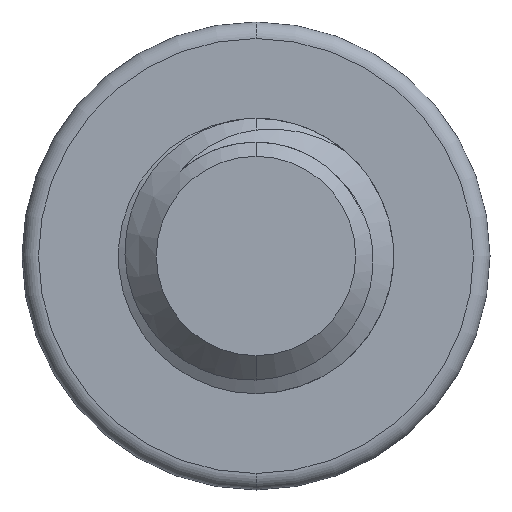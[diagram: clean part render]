
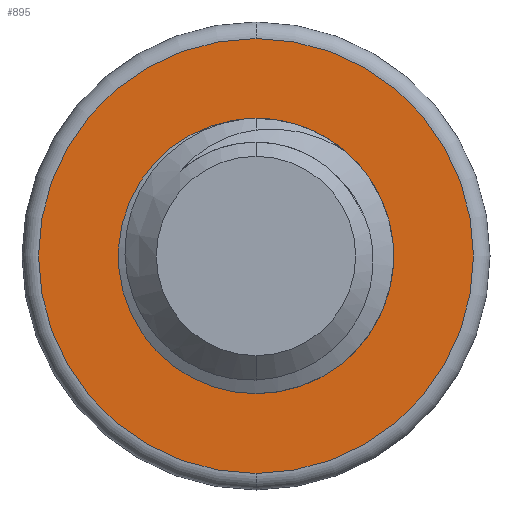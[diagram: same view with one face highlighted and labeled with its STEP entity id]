
A CAD part, front view. The second image highlights one B-rep face of the part: STEP entity #895.
In plain terms, the highlighted planar face has unit normal (0, -1, 0).
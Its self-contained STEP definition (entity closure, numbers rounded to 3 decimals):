
#41 = EDGE_LOOP ( 'NONE', ( #1871, #611, #2160, #1994 ) ) ;
#91 = CARTESIAN_POINT ( 'NONE',  ( -2.068, 5., 0.448 ) ) ;
#132 = CARTESIAN_POINT ( 'NONE',  ( -0.901, 5., -2.25 ) ) ;
#143 = CARTESIAN_POINT ( 'NONE',  ( 0., 5., -2.5 ) ) ;
#157 = CARTESIAN_POINT ( 'NONE',  ( -0.665, 5., 1.962 ) ) ;
#170 = PLANE ( 'NONE',  #361 ) ;
#175 = CARTESIAN_POINT ( 'NONE',  ( 2.336, 5., -0.027 ) ) ;
#182 = CARTESIAN_POINT ( 'NONE',  ( 0.273, 5., 2.067 ) ) ;
#270 = B_SPLINE_CURVE_WITH_KNOTS ( 'NONE', 3,
 ( #572, #2147, #1153, #2124, #322, #1126, #2349, #157, #544, #1567, #945, #182, #1935, #1961 ),
 .UNSPECIFIED., .F., .F.,
 ( 4, 2, 2, 2, 2, 2, 4 ),
 ( 0., 0.001, 0.001, 0.002, 0.002, 0.002, 0.003 ),
 .UNSPECIFIED. ) ;
#294 = CARTESIAN_POINT ( 'NONE',  ( -2.125, 5., -0.67 ) ) ;
#322 = CARTESIAN_POINT ( 'NONE',  ( -1.259, 5., 1.645 ) ) ;
#346 = VERTEX_POINT ( 'NONE', #1983 ) ;
#361 = AXIS2_PLACEMENT_3D ( 'NONE', #2539, #748, #970 ) ;
#364 = CARTESIAN_POINT ( 'NONE',  ( 2.224, 5., 0.524 ) ) ;
#387 = CARTESIAN_POINT ( 'NONE',  ( 1.768, 5., -1.768 ) ) ;
#416 = CARTESIAN_POINT ( 'NONE',  ( 0., 5., 0. ) ) ;
#514 = CARTESIAN_POINT ( 'NONE',  ( -0.189, 5., -2.484 ) ) ;
#529 = CARTESIAN_POINT ( 'NONE',  ( -2.156, 5., -0.482 ) ) ;
#535 = VERTEX_POINT ( 'NONE', #1598 ) ;
#538 = CARTESIAN_POINT ( 'NONE',  ( 1.993, 5., -1.467 ) ) ;
#544 = CARTESIAN_POINT ( 'NONE',  ( -0.533, 5., 2.002 ) ) ;
#547 = CARTESIAN_POINT ( 'NONE',  ( 2.336, 5., -0.404 ) ) ;
#554 = CARTESIAN_POINT ( 'NONE',  ( 0., 5., 0. ) ) ;
#558 = CARTESIAN_POINT ( 'NONE',  ( 1.144, 5., 1.78 ) ) ;
#571 = CIRCLE ( 'NONE', #1087, 2.5 ) ;
#572 = CARTESIAN_POINT ( 'NONE',  ( -1.91, 5., 0.791 ) ) ;
#590 = CARTESIAN_POINT ( 'NONE',  ( 2.314, 5., -0.591 ) ) ;
#611 = ORIENTED_EDGE ( 'NONE', *, *, #809, .T. ) ;
#637 = EDGE_CURVE ( 'NONE', #2514, #346, #1631, .T. ) ;
#648 = AXIS2_PLACEMENT_3D ( 'NONE', #1604, #2571, #2007 ) ;
#692 = CARTESIAN_POINT ( 'NONE',  ( -2.153, 5., 0.079 ) ) ;
#731 = DIRECTION ( 'NONE',  ( 0., -1., 0. ) ) ;
#748 = DIRECTION ( 'NONE',  ( 0., 1., 0. ) ) ;
#750 = EDGE_CURVE ( 'NONE', #535, #2514, #270, .T. ) ;
#809 = EDGE_CURVE ( 'NONE', #346, #2182, #571, .T. ) ;
#895 = ADVANCED_FACE ( 'NONE', ( #1138, #1946 ), #170, .F. ) ;
#918 = CARTESIAN_POINT ( 'NONE',  ( -2.001, 5., 0.625 ) ) ;
#928 = CARTESIAN_POINT ( 'NONE',  ( -2.169, 5., -0.107 ) ) ;
#945 = CARTESIAN_POINT ( 'NONE',  ( -0.135, 5., 2.067 ) ) ;
#970 = DIRECTION ( 'NONE',  ( 0., 0., 1. ) ) ;
#975 = CARTESIAN_POINT ( 'NONE',  ( 2.162, 5., -1.134 ) ) ;
#1037 = EDGE_CURVE ( 'NONE', #1356, #1483, #1293, .T. ) ;
#1087 = AXIS2_PLACEMENT_3D ( 'NONE', #554, #1580, #1376 ) ;
#1111 = CARTESIAN_POINT ( 'NONE',  ( -1.91, 5., 0.791 ) ) ;
#1126 = CARTESIAN_POINT ( 'NONE',  ( -1.033, 5., 1.795 ) ) ;
#1138 = FACE_OUTER_BOUND ( 'NONE', #1514, .T. ) ;
#1153 = CARTESIAN_POINT ( 'NONE',  ( -1.651, 5., 1.273 ) ) ;
#1175 = CARTESIAN_POINT ( 'NONE',  ( 2.315, 5., 0.159 ) ) ;
#1215 = DIRECTION ( 'NONE',  ( 0., 0., 1. ) ) ;
#1284 = CARTESIAN_POINT ( 'NONE',  ( -0.727, 5., -2.33 ) ) ;
#1293 = CIRCLE ( 'NONE', #1672, 3.95 ) ;
#1310 = CARTESIAN_POINT ( 'NONE',  ( -1.749, 5., -1.524 ) ) ;
#1316 = CARTESIAN_POINT ( 'NONE',  ( 0., 5., 3.95 ) ) ;
#1321 = CARTESIAN_POINT ( 'NONE',  ( -1.219, 5., -2.054 ) ) ;
#1356 = VERTEX_POINT ( 'NONE', #1472 ) ;
#1376 = DIRECTION ( 'NONE',  ( 0., 0., 1. ) ) ;
#1472 = CARTESIAN_POINT ( 'NONE',  ( 0., 5., -3.95 ) ) ;
#1483 = VERTEX_POINT ( 'NONE', #1316 ) ;
#1514 = EDGE_LOOP ( 'NONE', ( #2235, #1817 ) ) ;
#1533 = CARTESIAN_POINT ( 'NONE',  ( -1.367, 5., -1.937 ) ) ;
#1541 = CARTESIAN_POINT ( 'NONE',  ( 1.976, 5., 1.03 ) ) ;
#1567 = CARTESIAN_POINT ( 'NONE',  ( -0.269, 5., 2.054 ) ) ;
#1580 = DIRECTION ( 'NONE',  ( 0., 1., 0. ) ) ;
#1598 = CARTESIAN_POINT ( 'NONE',  ( -1.91, 5., 0.791 ) ) ;
#1604 = CARTESIAN_POINT ( 'NONE',  ( 0., 5., 0. ) ) ;
#1631 = B_SPLINE_CURVE_WITH_KNOTS ( 'NONE', 3,
 ( #2353, #1989, #558, #2162, #1746, #2530, #1541, #1979, #364, #1175, #175, #547, #590, #2329, #975, #538, #1787, #387 ),
 .UNSPECIFIED., .F., .F.,
 ( 4, 2, 2, 2, 2, 2, 2, 2, 4 ),
 ( 0., 0.001, 0.001, 0.002, 0.002, 0.003, 0.003, 0.004, 0.004 ),
 .UNSPECIFIED. ) ;
#1672 = AXIS2_PLACEMENT_3D ( 'NONE', #416, #731, #1215 ) ;
#1700 = B_SPLINE_CURVE_WITH_KNOTS ( 'NONE', 3,
 ( #1896, #514, #2283, #1284, #132, #1321, #1533, #2319, #1310, #2099, #2294, #294, #529, #928, #692, #91, #918, #1111 ),
 .UNSPECIFIED., .F., .F.,
 ( 4, 2, 2, 2, 2, 2, 2, 2, 4 ),
 ( 0., 0.001, 0.001, 0.002, 0.002, 0.003, 0.003, 0.004, 0.004 ),
 .UNSPECIFIED. ) ;
#1746 = CARTESIAN_POINT ( 'NONE',  ( 1.609, 5., 1.459 ) ) ;
#1787 = CARTESIAN_POINT ( 'NONE',  ( 1.89, 5., -1.623 ) ) ;
#1817 = ORIENTED_EDGE ( 'NONE', *, *, #1037, .T. ) ;
#1871 = ORIENTED_EDGE ( 'NONE', *, *, #637, .T. ) ;
#1896 = CARTESIAN_POINT ( 'NONE',  ( 0., 5., -2.5 ) ) ;
#1935 = CARTESIAN_POINT ( 'NONE',  ( 0.539, 5., 2.014 ) ) ;
#1946 = FACE_BOUND ( 'NONE', #41, .T. ) ;
#1961 = CARTESIAN_POINT ( 'NONE',  ( 0.791, 5., 1.91 ) ) ;
#1979 = CARTESIAN_POINT ( 'NONE',  ( 2.155, 5., 0.701 ) ) ;
#1983 = CARTESIAN_POINT ( 'NONE',  ( 1.768, 5., -1.768 ) ) ;
#1989 = CARTESIAN_POINT ( 'NONE',  ( 0.973, 5., 1.857 ) ) ;
#1994 = ORIENTED_EDGE ( 'NONE', *, *, #750, .T. ) ;
#2007 = DIRECTION ( 'NONE',  ( 0., 0., 1. ) ) ;
#2099 = CARTESIAN_POINT ( 'NONE',  ( -1.942, 5., -1.203 ) ) ;
#2116 = CIRCLE ( 'NONE', #648, 3.95 ) ;
#2124 = CARTESIAN_POINT ( 'NONE',  ( -1.365, 5., 1.558 ) ) ;
#2147 = CARTESIAN_POINT ( 'NONE',  ( -1.805, 5., 1.043 ) ) ;
#2154 = EDGE_CURVE ( 'NONE', #2182, #535, #1700, .T. ) ;
#2160 = ORIENTED_EDGE ( 'NONE', *, *, #2154, .T. ) ;
#2162 = CARTESIAN_POINT ( 'NONE',  ( 1.463, 5., 1.581 ) ) ;
#2182 = VERTEX_POINT ( 'NONE', #143 ) ;
#2235 = ORIENTED_EDGE ( 'NONE', *, *, #2278, .T. ) ;
#2278 = EDGE_CURVE ( 'NONE', #1483, #1356, #2116, .T. ) ;
#2283 = CARTESIAN_POINT ( 'NONE',  ( -0.372, 5., -2.447 ) ) ;
#2294 = CARTESIAN_POINT ( 'NONE',  ( -2.019, 5., -1.028 ) ) ;
#2319 = CARTESIAN_POINT ( 'NONE',  ( -1.633, 5., -1.671 ) ) ;
#2329 = CARTESIAN_POINT ( 'NONE',  ( 2.227, 5., -0.955 ) ) ;
#2349 = CARTESIAN_POINT ( 'NONE',  ( -0.915, 5., 1.859 ) ) ;
#2353 = CARTESIAN_POINT ( 'NONE',  ( 0.791, 5., 1.91 ) ) ;
#2412 = CARTESIAN_POINT ( 'NONE',  ( 0.791, 5., 1.91 ) ) ;
#2514 = VERTEX_POINT ( 'NONE', #2412 ) ;
#2530 = CARTESIAN_POINT ( 'NONE',  ( 1.864, 5., 1.185 ) ) ;
#2539 = CARTESIAN_POINT ( 'NONE',  ( 0., 5., 0. ) ) ;
#2571 = DIRECTION ( 'NONE',  ( 0., -1., 0. ) ) ;
